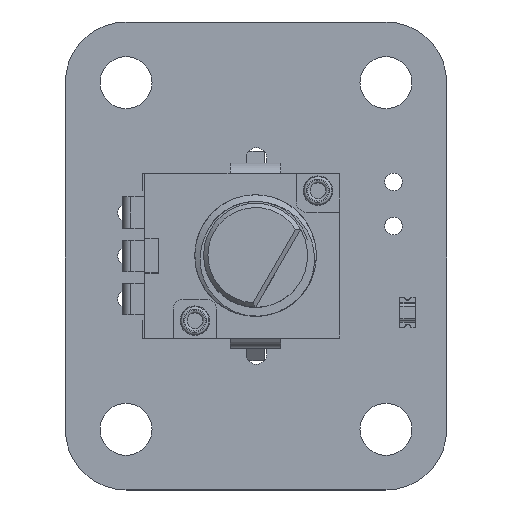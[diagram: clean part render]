
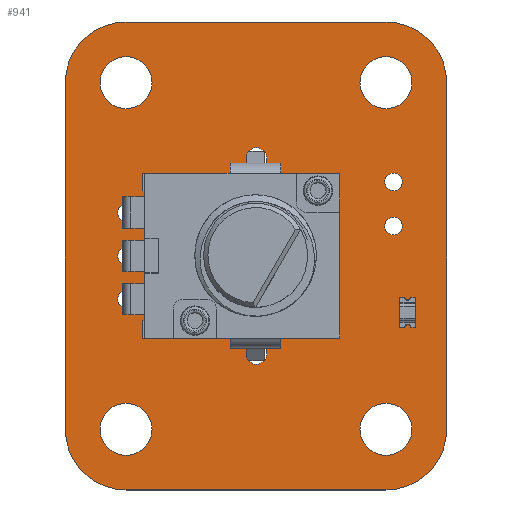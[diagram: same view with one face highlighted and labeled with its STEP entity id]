
A CAD part, top view. The second image highlights one B-rep face of the part: STEP entity #941.
In plain terms, the highlighted planar face has unit normal (0, 0, 1).
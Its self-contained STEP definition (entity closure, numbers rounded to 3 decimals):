
#84 = VERTEX_POINT('',#85);
#85 = CARTESIAN_POINT('',(3.5,0.,0.197));
#91 = EDGE_CURVE('',#84,#92,#94,.T.);
#92 = VERTEX_POINT('',#93);
#93 = CARTESIAN_POINT('',(0.,3.5,0.197));
#94 = CIRCLE('',#95,3.5);
#95 = AXIS2_PLACEMENT_3D('',#96,#97,#98);
#96 = CARTESIAN_POINT('',(3.5,3.5,0.197));
#97 = DIRECTION('',(0.,0.,-1.));
#98 = DIRECTION('',(0.,-1.,0.));
#124 = EDGE_CURVE('',#92,#125,#127,.T.);
#125 = VERTEX_POINT('',#126);
#126 = CARTESIAN_POINT('',(0.,23.5,0.197));
#127 = LINE('',#128,#129);
#128 = CARTESIAN_POINT('',(0.,3.5,0.197));
#129 = VECTOR('',#130,1.);
#130 = DIRECTION('',(0.,1.,0.));
#155 = EDGE_CURVE('',#125,#156,#158,.T.);
#156 = VERTEX_POINT('',#157);
#157 = CARTESIAN_POINT('',(3.5,27.,0.197));
#158 = CIRCLE('',#159,3.5);
#159 = AXIS2_PLACEMENT_3D('',#160,#161,#162);
#160 = CARTESIAN_POINT('',(3.5,23.5,0.197));
#161 = DIRECTION('',(0.,0.,-1.));
#162 = DIRECTION('',(-1.,0.,-0.));
#188 = EDGE_CURVE('',#156,#189,#191,.T.);
#189 = VERTEX_POINT('',#190);
#190 = CARTESIAN_POINT('',(18.5,27.,0.197));
#191 = LINE('',#192,#193);
#192 = CARTESIAN_POINT('',(3.5,27.,0.197));
#193 = VECTOR('',#194,1.);
#194 = DIRECTION('',(1.,0.,0.));
#219 = EDGE_CURVE('',#189,#220,#222,.T.);
#220 = VERTEX_POINT('',#221);
#221 = CARTESIAN_POINT('',(22.,23.5,0.197));
#222 = CIRCLE('',#223,3.5);
#223 = AXIS2_PLACEMENT_3D('',#224,#225,#226);
#224 = CARTESIAN_POINT('',(18.5,23.5,0.197));
#225 = DIRECTION('',(0.,0.,-1.));
#226 = DIRECTION('',(0.,1.,0.));
#252 = EDGE_CURVE('',#220,#253,#255,.T.);
#253 = VERTEX_POINT('',#254);
#254 = CARTESIAN_POINT('',(22.,3.5,0.197));
#255 = LINE('',#256,#257);
#256 = CARTESIAN_POINT('',(22.,23.5,0.197));
#257 = VECTOR('',#258,1.);
#258 = DIRECTION('',(0.,-1.,0.));
#283 = EDGE_CURVE('',#253,#284,#286,.T.);
#284 = VERTEX_POINT('',#285);
#285 = CARTESIAN_POINT('',(18.5,0.,0.197));
#286 = CIRCLE('',#287,3.5);
#287 = AXIS2_PLACEMENT_3D('',#288,#289,#290);
#288 = CARTESIAN_POINT('',(18.5,3.5,0.197));
#289 = DIRECTION('',(0.,0.,-1.));
#290 = DIRECTION('',(1.,0.,0.));
#316 = EDGE_CURVE('',#284,#84,#317,.T.);
#317 = LINE('',#318,#319);
#318 = CARTESIAN_POINT('',(18.5,0.,0.197));
#319 = VECTOR('',#320,1.);
#320 = DIRECTION('',(-1.,0.,0.));
#340 = VERTEX_POINT('',#341);
#341 = CARTESIAN_POINT('',(4.025,11.,0.197));
#347 = EDGE_CURVE('',#340,#340,#348,.T.);
#348 = CIRCLE('',#349,0.5);
#349 = AXIS2_PLACEMENT_3D('',#350,#351,#352);
#350 = CARTESIAN_POINT('',(3.525,11.,0.197));
#351 = DIRECTION('',(0.,0.,1.));
#352 = DIRECTION('',(1.,0.,-0.));
#373 = VERTEX_POINT('',#374);
#374 = CARTESIAN_POINT('',(5.,3.5,0.197));
#380 = EDGE_CURVE('',#373,#373,#381,.T.);
#381 = CIRCLE('',#382,1.5);
#382 = AXIS2_PLACEMENT_3D('',#383,#384,#385);
#383 = CARTESIAN_POINT('',(3.5,3.5,0.197));
#384 = DIRECTION('',(0.,0.,1.));
#385 = DIRECTION('',(1.,0.,-0.));
#406 = VERTEX_POINT('',#407);
#407 = CARTESIAN_POINT('',(4.025,13.5,0.197));
#413 = EDGE_CURVE('',#406,#406,#414,.T.);
#414 = CIRCLE('',#415,0.5);
#415 = AXIS2_PLACEMENT_3D('',#416,#417,#418);
#416 = CARTESIAN_POINT('',(3.525,13.5,0.197));
#417 = DIRECTION('',(0.,0.,1.));
#418 = DIRECTION('',(1.,0.,-0.));
#439 = VERTEX_POINT('',#440);
#440 = CARTESIAN_POINT('',(4.025,16.,0.197));
#446 = EDGE_CURVE('',#439,#439,#447,.T.);
#447 = CIRCLE('',#448,0.5);
#448 = AXIS2_PLACEMENT_3D('',#449,#450,#451);
#449 = CARTESIAN_POINT('',(3.525,16.,0.197));
#450 = DIRECTION('',(0.,0.,1.));
#451 = DIRECTION('',(1.,0.,-0.));
#472 = VERTEX_POINT('',#473);
#473 = CARTESIAN_POINT('',(5.,23.5,0.197));
#479 = EDGE_CURVE('',#472,#472,#480,.T.);
#480 = CIRCLE('',#481,1.5);
#481 = AXIS2_PLACEMENT_3D('',#482,#483,#484);
#482 = CARTESIAN_POINT('',(3.5,23.5,0.197));
#483 = DIRECTION('',(0.,0.,1.));
#484 = DIRECTION('',(1.,0.,-0.));
#505 = VERTEX_POINT('',#506);
#506 = CARTESIAN_POINT('',(10.425,9.65,0.197));
#512 = EDGE_CURVE('',#505,#513,#515,.T.);
#513 = VERTEX_POINT('',#514);
#514 = CARTESIAN_POINT('',(10.425,7.85,0.197));
#515 = LINE('',#516,#517);
#516 = CARTESIAN_POINT('',(10.425,9.65,0.197));
#517 = VECTOR('',#518,1.);
#518 = DIRECTION('',(0.,-1.,0.));
#543 = EDGE_CURVE('',#513,#544,#546,.T.);
#544 = VERTEX_POINT('',#545);
#545 = CARTESIAN_POINT('',(11.625,7.85,0.197));
#546 = CIRCLE('',#547,0.6);
#547 = AXIS2_PLACEMENT_3D('',#548,#549,#550);
#548 = CARTESIAN_POINT('',(11.025,7.85,0.197));
#549 = DIRECTION('',(0.,0.,1.));
#550 = DIRECTION('',(-1.,0.,0.));
#576 = EDGE_CURVE('',#544,#577,#579,.T.);
#577 = VERTEX_POINT('',#578);
#578 = CARTESIAN_POINT('',(11.625,9.65,0.197));
#579 = LINE('',#580,#581);
#580 = CARTESIAN_POINT('',(11.625,7.85,0.197));
#581 = VECTOR('',#582,1.);
#582 = DIRECTION('',(0.,1.,0.));
#607 = EDGE_CURVE('',#577,#505,#608,.T.);
#608 = CIRCLE('',#609,0.6);
#609 = AXIS2_PLACEMENT_3D('',#610,#611,#612);
#610 = CARTESIAN_POINT('',(11.025,9.65,0.197));
#611 = DIRECTION('',(0.,0.,1.));
#612 = DIRECTION('',(1.,0.,-0.));
#633 = VERTEX_POINT('',#634);
#634 = CARTESIAN_POINT('',(20.,3.5,0.197));
#640 = EDGE_CURVE('',#633,#633,#641,.T.);
#641 = CIRCLE('',#642,1.5);
#642 = AXIS2_PLACEMENT_3D('',#643,#644,#645);
#643 = CARTESIAN_POINT('',(18.5,3.5,0.197));
#644 = DIRECTION('',(0.,0.,1.));
#645 = DIRECTION('',(1.,0.,-0.));
#666 = VERTEX_POINT('',#667);
#667 = CARTESIAN_POINT('',(19.448,15.23,0.197));
#673 = EDGE_CURVE('',#666,#666,#674,.T.);
#674 = CIRCLE('',#675,0.508);
#675 = AXIS2_PLACEMENT_3D('',#676,#677,#678);
#676 = CARTESIAN_POINT('',(18.94,15.23,0.197));
#677 = DIRECTION('',(0.,0.,1.));
#678 = DIRECTION('',(1.,0.,-0.));
#699 = VERTEX_POINT('',#700);
#700 = CARTESIAN_POINT('',(10.425,19.15,0.197));
#706 = EDGE_CURVE('',#699,#707,#709,.T.);
#707 = VERTEX_POINT('',#708);
#708 = CARTESIAN_POINT('',(10.425,17.35,0.197));
#709 = LINE('',#710,#711);
#710 = CARTESIAN_POINT('',(10.425,19.15,0.197));
#711 = VECTOR('',#712,1.);
#712 = DIRECTION('',(0.,-1.,0.));
#737 = EDGE_CURVE('',#707,#738,#740,.T.);
#738 = VERTEX_POINT('',#739);
#739 = CARTESIAN_POINT('',(11.625,17.35,0.197));
#740 = CIRCLE('',#741,0.6);
#741 = AXIS2_PLACEMENT_3D('',#742,#743,#744);
#742 = CARTESIAN_POINT('',(11.025,17.35,0.197));
#743 = DIRECTION('',(0.,0.,1.));
#744 = DIRECTION('',(-1.,0.,0.));
#770 = EDGE_CURVE('',#738,#771,#773,.T.);
#771 = VERTEX_POINT('',#772);
#772 = CARTESIAN_POINT('',(11.625,19.15,0.197));
#773 = LINE('',#774,#775);
#774 = CARTESIAN_POINT('',(11.625,17.35,0.197));
#775 = VECTOR('',#776,1.);
#776 = DIRECTION('',(0.,1.,0.));
#801 = EDGE_CURVE('',#771,#699,#802,.T.);
#802 = CIRCLE('',#803,0.6);
#803 = AXIS2_PLACEMENT_3D('',#804,#805,#806);
#804 = CARTESIAN_POINT('',(11.025,19.15,0.197));
#805 = DIRECTION('',(0.,0.,1.));
#806 = DIRECTION('',(1.,0.,-0.));
#827 = VERTEX_POINT('',#828);
#828 = CARTESIAN_POINT('',(19.448,17.77,0.197));
#834 = EDGE_CURVE('',#827,#827,#835,.T.);
#835 = CIRCLE('',#836,0.508);
#836 = AXIS2_PLACEMENT_3D('',#837,#838,#839);
#837 = CARTESIAN_POINT('',(18.94,17.77,0.197));
#838 = DIRECTION('',(0.,0.,1.));
#839 = DIRECTION('',(1.,0.,-0.));
#860 = VERTEX_POINT('',#861);
#861 = CARTESIAN_POINT('',(20.,23.5,0.197));
#867 = EDGE_CURVE('',#860,#860,#868,.T.);
#868 = CIRCLE('',#869,1.5);
#869 = AXIS2_PLACEMENT_3D('',#870,#871,#872);
#870 = CARTESIAN_POINT('',(18.5,23.5,0.197));
#871 = DIRECTION('',(0.,0.,1.));
#872 = DIRECTION('',(1.,0.,-0.));
#941 = ADVANCED_FACE('',(#942,#952,#955,#958,#961,#964,#967,#973,#976,
    #979,#985,#988),#991,.F.);
#942 = FACE_BOUND('',#943,.F.);
#943 = EDGE_LOOP('',(#944,#945,#946,#947,#948,#949,#950,#951));
#944 = ORIENTED_EDGE('',*,*,#91,.T.);
#945 = ORIENTED_EDGE('',*,*,#124,.T.);
#946 = ORIENTED_EDGE('',*,*,#155,.T.);
#947 = ORIENTED_EDGE('',*,*,#188,.T.);
#948 = ORIENTED_EDGE('',*,*,#219,.T.);
#949 = ORIENTED_EDGE('',*,*,#252,.T.);
#950 = ORIENTED_EDGE('',*,*,#283,.T.);
#951 = ORIENTED_EDGE('',*,*,#316,.T.);
#952 = FACE_BOUND('',#953,.F.);
#953 = EDGE_LOOP('',(#954));
#954 = ORIENTED_EDGE('',*,*,#347,.T.);
#955 = FACE_BOUND('',#956,.F.);
#956 = EDGE_LOOP('',(#957));
#957 = ORIENTED_EDGE('',*,*,#380,.T.);
#958 = FACE_BOUND('',#959,.F.);
#959 = EDGE_LOOP('',(#960));
#960 = ORIENTED_EDGE('',*,*,#413,.T.);
#961 = FACE_BOUND('',#962,.F.);
#962 = EDGE_LOOP('',(#963));
#963 = ORIENTED_EDGE('',*,*,#446,.T.);
#964 = FACE_BOUND('',#965,.F.);
#965 = EDGE_LOOP('',(#966));
#966 = ORIENTED_EDGE('',*,*,#479,.T.);
#967 = FACE_BOUND('',#968,.F.);
#968 = EDGE_LOOP('',(#969,#970,#971,#972));
#969 = ORIENTED_EDGE('',*,*,#512,.T.);
#970 = ORIENTED_EDGE('',*,*,#543,.T.);
#971 = ORIENTED_EDGE('',*,*,#576,.T.);
#972 = ORIENTED_EDGE('',*,*,#607,.T.);
#973 = FACE_BOUND('',#974,.F.);
#974 = EDGE_LOOP('',(#975));
#975 = ORIENTED_EDGE('',*,*,#640,.T.);
#976 = FACE_BOUND('',#977,.F.);
#977 = EDGE_LOOP('',(#978));
#978 = ORIENTED_EDGE('',*,*,#673,.T.);
#979 = FACE_BOUND('',#980,.F.);
#980 = EDGE_LOOP('',(#981,#982,#983,#984));
#981 = ORIENTED_EDGE('',*,*,#706,.T.);
#982 = ORIENTED_EDGE('',*,*,#737,.T.);
#983 = ORIENTED_EDGE('',*,*,#770,.T.);
#984 = ORIENTED_EDGE('',*,*,#801,.T.);
#985 = FACE_BOUND('',#986,.F.);
#986 = EDGE_LOOP('',(#987));
#987 = ORIENTED_EDGE('',*,*,#834,.T.);
#988 = FACE_BOUND('',#989,.F.);
#989 = EDGE_LOOP('',(#990));
#990 = ORIENTED_EDGE('',*,*,#867,.T.);
#991 = PLANE('',#992);
#992 = AXIS2_PLACEMENT_3D('',#993,#994,#995);
#993 = CARTESIAN_POINT('',(11.,13.5,0.197));
#994 = DIRECTION('',(-0.,-0.,-1.));
#995 = DIRECTION('',(-1.,0.,0.));
